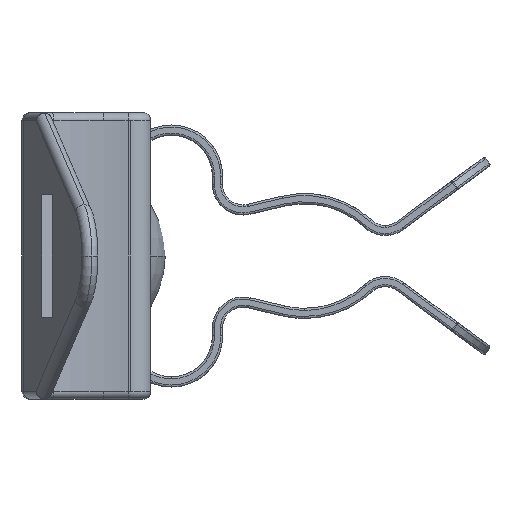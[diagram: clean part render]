
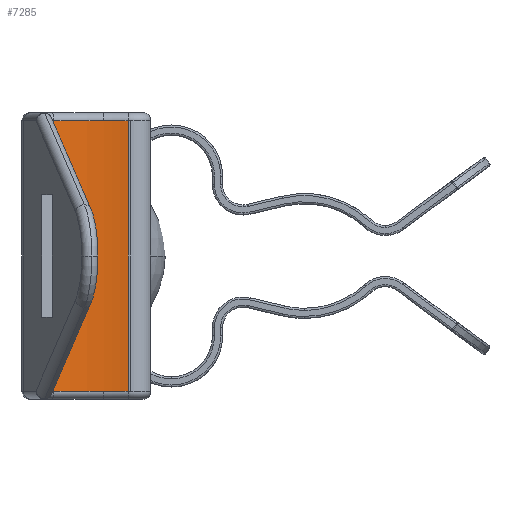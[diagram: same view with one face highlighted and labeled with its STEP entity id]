
A CAD part, left-side view. The second image highlights one B-rep face of the part: STEP entity #7285.
In plain terms, the highlighted cylindrical face has radius 10 mm (diameter 20 mm), a partial arc.
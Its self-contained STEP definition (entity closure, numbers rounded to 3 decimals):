
#209 = AXIS2_PLACEMENT_3D ( 'NONE', #2952, #10956, #3722 ) ;
#379 = ORIENTED_EDGE ( 'NONE', *, *, #7350, .T. ) ;
#1086 = FACE_OUTER_BOUND ( 'NONE', #3202, .T. ) ;
#1099 = DIRECTION ( 'NONE',  ( 1., 0., 0. ) ) ;
#1241 = CARTESIAN_POINT ( 'NONE',  ( -17.43, 2.31, 0.4 ) ) ;
#1353 = AXIS2_PLACEMENT_3D ( 'NONE', #8275, #3020, #10033 ) ;
#1584 = VERTEX_POINT ( 'NONE', #10214 ) ;
#1755 = CIRCLE ( 'NONE', #11338, 10. ) ;
#1937 = EDGE_CURVE ( 'NONE', #6095, #11172, #4926, .T. ) ;
#1993 = VERTEX_POINT ( 'NONE', #9271 ) ;
#2065 = VECTOR ( 'NONE', #8227, 1000. ) ;
#2246 = CIRCLE ( 'NONE', #11453, 10. ) ;
#2271 = CARTESIAN_POINT ( 'NONE',  ( -17.73, 4.743, 0.4 ) ) ;
#2372 = DIRECTION ( 'NONE',  ( 0., 0., 1. ) ) ;
#2439 = CIRCLE ( 'NONE', #209, 10. ) ;
#2489 = VECTOR ( 'NONE', #2372, 1000. ) ;
#2740 = CARTESIAN_POINT ( 'NONE',  ( -27.43, 2.31, 13.6 ) ) ;
#2805 = CARTESIAN_POINT ( 'NONE',  ( -17.43, 2.31, 13.6 ) ) ;
#2846 = LINE ( 'NONE', #8175, #2065 ) ;
#2952 = CARTESIAN_POINT ( 'NONE',  ( -27.43, 2.31, 0.4 ) ) ;
#2991 = EDGE_CURVE ( 'NONE', #8342, #6095, #2846, .T. ) ;
#3020 = DIRECTION ( 'NONE',  ( 0., 0., -1. ) ) ;
#3202 = EDGE_LOOP ( 'NONE', ( #3241, #7807, #6529, #379, #5942, #3522 ) ) ;
#3241 = ORIENTED_EDGE ( 'NONE', *, *, #2991, .T. ) ;
#3305 = EDGE_CURVE ( 'NONE', #11172, #1584, #2439, .T. ) ;
#3522 = ORIENTED_EDGE ( 'NONE', *, *, #7646, .T. ) ;
#3722 = DIRECTION ( 'NONE',  ( 1., 0., 0. ) ) ;
#4162 = CARTESIAN_POINT ( 'NONE',  ( -17.501, 1.119, 14. ) ) ;
#4390 = AXIS2_PLACEMENT_3D ( 'NONE', #10083, #9966, #9198 ) ;
#4472 = CARTESIAN_POINT ( 'NONE',  ( -17.73, 4.743, 13.6 ) ) ;
#4512 = DIRECTION ( 'NONE',  ( 1., 0., 0. ) ) ;
#4926 = CIRCLE ( 'NONE', #1353, 10. ) ;
#5942 = ORIENTED_EDGE ( 'NONE', *, *, #8628, .T. ) ;
#6095 = VERTEX_POINT ( 'NONE', #2271 ) ;
#6400 = DIRECTION ( 'NONE',  ( 0., 0., 1. ) ) ;
#6529 = ORIENTED_EDGE ( 'NONE', *, *, #3305, .T. ) ;
#6573 = DIRECTION ( 'NONE',  ( 0., 0., 1. ) ) ;
#7285 = ADVANCED_FACE ( 'NONE', ( #1086 ), #8970, .F. ) ;
#7350 = EDGE_CURVE ( 'NONE', #1584, #1993, #8629, .T. ) ;
#7646 = EDGE_CURVE ( 'NONE', #10155, #8342, #1755, .T. ) ;
#7807 = ORIENTED_EDGE ( 'NONE', *, *, #1937, .T. ) ;
#8175 = CARTESIAN_POINT ( 'NONE',  ( -17.73, 4.743, 14. ) ) ;
#8227 = DIRECTION ( 'NONE',  ( 0., 0., -1. ) ) ;
#8275 = CARTESIAN_POINT ( 'NONE',  ( -27.43, 2.31, 0.4 ) ) ;
#8342 = VERTEX_POINT ( 'NONE', #4472 ) ;
#8628 = EDGE_CURVE ( 'NONE', #1993, #10155, #2246, .T. ) ;
#8629 = LINE ( 'NONE', #4162, #2489 ) ;
#8970 = CYLINDRICAL_SURFACE ( 'NONE', #4390, 10. ) ;
#8975 = CARTESIAN_POINT ( 'NONE',  ( -27.43, 2.31, 13.6 ) ) ;
#9198 = DIRECTION ( 'NONE',  ( -1., 0., 0. ) ) ;
#9271 = CARTESIAN_POINT ( 'NONE',  ( -17.501, 1.119, 13.6 ) ) ;
#9966 = DIRECTION ( 'NONE',  ( 0., 0., -1. ) ) ;
#10033 = DIRECTION ( 'NONE',  ( 1., 0., 0. ) ) ;
#10083 = CARTESIAN_POINT ( 'NONE',  ( -27.43, 2.31, 14. ) ) ;
#10155 = VERTEX_POINT ( 'NONE', #2805 ) ;
#10214 = CARTESIAN_POINT ( 'NONE',  ( -17.501, 1.119, 0.4 ) ) ;
#10956 = DIRECTION ( 'NONE',  ( 0., 0., -1. ) ) ;
#11172 = VERTEX_POINT ( 'NONE', #1241 ) ;
#11338 = AXIS2_PLACEMENT_3D ( 'NONE', #2740, #6573, #1099 ) ;
#11453 = AXIS2_PLACEMENT_3D ( 'NONE', #8975, #6400, #4512 ) ;
